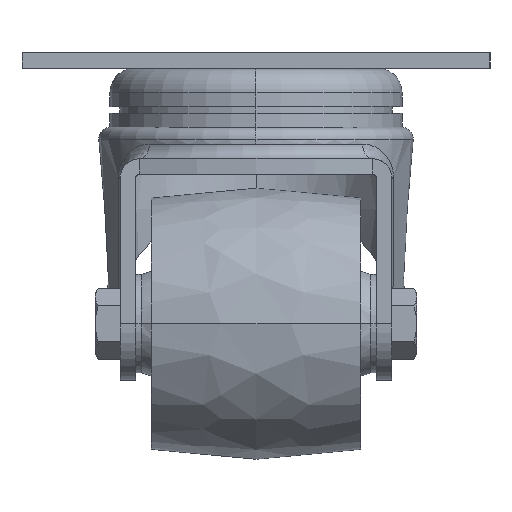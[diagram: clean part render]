
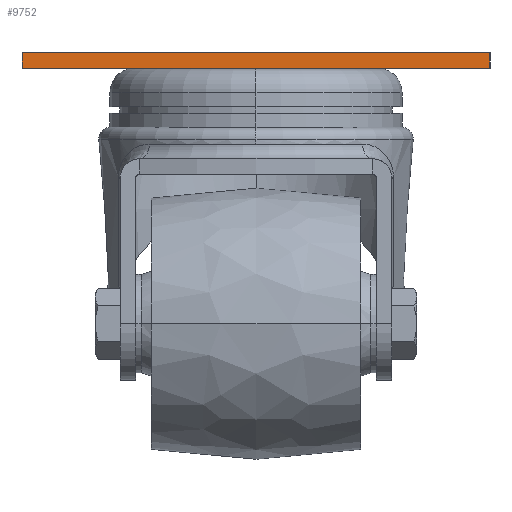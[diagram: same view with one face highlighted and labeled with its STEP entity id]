
A CAD part, left-side view. The second image highlights one B-rep face of the part: STEP entity #9752.
In plain terms, the highlighted planar face has unit normal (-1, 0, 0).
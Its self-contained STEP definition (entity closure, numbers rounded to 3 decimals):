
#65 = PLANE('',#66);
#66 = AXIS2_PLACEMENT_3D('',#67,#68,#69);
#67 = CARTESIAN_POINT('',(-17.035,-17.237,-0.598));
#68 = DIRECTION('',(0.,0.,1.));
#69 = DIRECTION('',(0.,-1.,0.));
#136 = PLANE('',#137);
#137 = AXIS2_PLACEMENT_3D('',#138,#139,#140);
#138 = CARTESIAN_POINT('',(-17.035,-17.237,0.5));
#139 = DIRECTION('',(0.,0.,1.));
#140 = DIRECTION('',(0.,-1.,0.));
#9578 = EDGE_CURVE('',#9579,#9581,#9583,.T.);
#9579 = VERTEX_POINT('',#9580);
#9580 = CARTESIAN_POINT('',(-17.035,16.183,-0.598)
  );
#9581 = VERTEX_POINT('',#9582);
#9582 = CARTESIAN_POINT('',(-17.035,-17.237,-0.598)
  );
#9583 = SURFACE_CURVE('',#9584,(#9588,#9595),.PCURVE_S1.);
#9584 = LINE('',#9585,#9586);
#9585 = CARTESIAN_POINT('',(-17.035,16.183,-0.598)
  );
#9586 = VECTOR('',#9587,1.);
#9587 = DIRECTION('',(0.,-1.,0.));
#9588 = PCURVE('',#65,#9589);
#9589 = DEFINITIONAL_REPRESENTATION('',(#9590),#9594);
#9590 = LINE('',#9591,#9592);
#9591 = CARTESIAN_POINT('',(-33.42,0.));
#9592 = VECTOR('',#9593,1.);
#9593 = DIRECTION('',(1.,0.));
#9594 = ( GEOMETRIC_REPRESENTATION_CONTEXT(2) 
PARAMETRIC_REPRESENTATION_CONTEXT() REPRESENTATION_CONTEXT('2D SPACE',''
  ) );
#9595 = PCURVE('',#9596,#9601);
#9596 = PLANE('',#9597);
#9597 = AXIS2_PLACEMENT_3D('',#9598,#9599,#9600);
#9598 = CARTESIAN_POINT('',(-17.035,16.183,-0.598)
  );
#9599 = DIRECTION('',(-1.,0.,0.));
#9600 = DIRECTION('',(0.,-1.,0.));
#9601 = DEFINITIONAL_REPRESENTATION('',(#9602),#9606);
#9602 = LINE('',#9603,#9604);
#9603 = CARTESIAN_POINT('',(0.,0.));
#9604 = VECTOR('',#9605,1.);
#9605 = DIRECTION('',(1.,0.));
#9606 = ( GEOMETRIC_REPRESENTATION_CONTEXT(2) 
PARAMETRIC_REPRESENTATION_CONTEXT() REPRESENTATION_CONTEXT('2D SPACE',''
  ) );
#9624 = PLANE('',#9625);
#9625 = AXIS2_PLACEMENT_3D('',#9626,#9627,#9628);
#9626 = CARTESIAN_POINT('',(-17.035,16.183,-0.598)
  );
#9627 = DIRECTION('',(0.,1.,0.));
#9628 = DIRECTION('',(-1.,0.,0.));
#9678 = PLANE('',#9679);
#9679 = AXIS2_PLACEMENT_3D('',#9680,#9681,#9682);
#9680 = CARTESIAN_POINT('',(-17.035,-17.237,-0.598)
  );
#9681 = DIRECTION('',(0.,-1.,0.));
#9682 = DIRECTION('',(1.,0.,0.));
#9752 = ADVANCED_FACE('',(#9753),#9596,.T.);
#9753 = FACE_BOUND('',#9754,.T.);
#9754 = EDGE_LOOP('',(#9755,#9780,#9801,#9802));
#9755 = ORIENTED_EDGE('',*,*,#9756,.F.);
#9756 = EDGE_CURVE('',#9757,#9759,#9761,.T.);
#9757 = VERTEX_POINT('',#9758);
#9758 = CARTESIAN_POINT('',(-17.035,16.183,0.5));
#9759 = VERTEX_POINT('',#9760);
#9760 = CARTESIAN_POINT('',(-17.035,-17.237,0.5));
#9761 = SURFACE_CURVE('',#9762,(#9766,#9773),.PCURVE_S1.);
#9762 = LINE('',#9763,#9764);
#9763 = CARTESIAN_POINT('',(-17.035,16.183,0.5));
#9764 = VECTOR('',#9765,1.);
#9765 = DIRECTION('',(0.,-1.,0.));
#9766 = PCURVE('',#9596,#9767);
#9767 = DEFINITIONAL_REPRESENTATION('',(#9768),#9772);
#9768 = LINE('',#9769,#9770);
#9769 = CARTESIAN_POINT('',(0.,1.098));
#9770 = VECTOR('',#9771,1.);
#9771 = DIRECTION('',(1.,0.));
#9772 = ( GEOMETRIC_REPRESENTATION_CONTEXT(2) 
PARAMETRIC_REPRESENTATION_CONTEXT() REPRESENTATION_CONTEXT('2D SPACE',''
  ) );
#9773 = PCURVE('',#136,#9774);
#9774 = DEFINITIONAL_REPRESENTATION('',(#9775),#9779);
#9775 = LINE('',#9776,#9777);
#9776 = CARTESIAN_POINT('',(-33.42,0.));
#9777 = VECTOR('',#9778,1.);
#9778 = DIRECTION('',(1.,0.));
#9779 = ( GEOMETRIC_REPRESENTATION_CONTEXT(2) 
PARAMETRIC_REPRESENTATION_CONTEXT() REPRESENTATION_CONTEXT('2D SPACE',''
  ) );
#9780 = ORIENTED_EDGE('',*,*,#9781,.F.);
#9781 = EDGE_CURVE('',#9579,#9757,#9782,.T.);
#9782 = SURFACE_CURVE('',#9783,(#9787,#9794),.PCURVE_S1.);
#9783 = LINE('',#9784,#9785);
#9784 = CARTESIAN_POINT('',(-17.035,16.183,-0.598)
  );
#9785 = VECTOR('',#9786,1.);
#9786 = DIRECTION('',(0.,0.,1.));
#9787 = PCURVE('',#9596,#9788);
#9788 = DEFINITIONAL_REPRESENTATION('',(#9789),#9793);
#9789 = LINE('',#9790,#9791);
#9790 = CARTESIAN_POINT('',(0.,0.));
#9791 = VECTOR('',#9792,1.);
#9792 = DIRECTION('',(0.,1.));
#9793 = ( GEOMETRIC_REPRESENTATION_CONTEXT(2) 
PARAMETRIC_REPRESENTATION_CONTEXT() REPRESENTATION_CONTEXT('2D SPACE',''
  ) );
#9794 = PCURVE('',#9624,#9795);
#9795 = DEFINITIONAL_REPRESENTATION('',(#9796),#9800);
#9796 = LINE('',#9797,#9798);
#9797 = CARTESIAN_POINT('',(0.,0.));
#9798 = VECTOR('',#9799,1.);
#9799 = DIRECTION('',(0.,1.));
#9800 = ( GEOMETRIC_REPRESENTATION_CONTEXT(2) 
PARAMETRIC_REPRESENTATION_CONTEXT() REPRESENTATION_CONTEXT('2D SPACE',''
  ) );
#9801 = ORIENTED_EDGE('',*,*,#9578,.T.);
#9802 = ORIENTED_EDGE('',*,*,#9803,.T.);
#9803 = EDGE_CURVE('',#9581,#9759,#9804,.T.);
#9804 = SURFACE_CURVE('',#9805,(#9809,#9816),.PCURVE_S1.);
#9805 = LINE('',#9806,#9807);
#9806 = CARTESIAN_POINT('',(-17.035,-17.237,-0.598)
  );
#9807 = VECTOR('',#9808,1.);
#9808 = DIRECTION('',(0.,0.,1.));
#9809 = PCURVE('',#9596,#9810);
#9810 = DEFINITIONAL_REPRESENTATION('',(#9811),#9815);
#9811 = LINE('',#9812,#9813);
#9812 = CARTESIAN_POINT('',(33.42,0.));
#9813 = VECTOR('',#9814,1.);
#9814 = DIRECTION('',(0.,1.));
#9815 = ( GEOMETRIC_REPRESENTATION_CONTEXT(2) 
PARAMETRIC_REPRESENTATION_CONTEXT() REPRESENTATION_CONTEXT('2D SPACE',''
  ) );
#9816 = PCURVE('',#9678,#9817);
#9817 = DEFINITIONAL_REPRESENTATION('',(#9818),#9822);
#9818 = LINE('',#9819,#9820);
#9819 = CARTESIAN_POINT('',(0.,0.));
#9820 = VECTOR('',#9821,1.);
#9821 = DIRECTION('',(0.,1.));
#9822 = ( GEOMETRIC_REPRESENTATION_CONTEXT(2) 
PARAMETRIC_REPRESENTATION_CONTEXT() REPRESENTATION_CONTEXT('2D SPACE',''
  ) );
